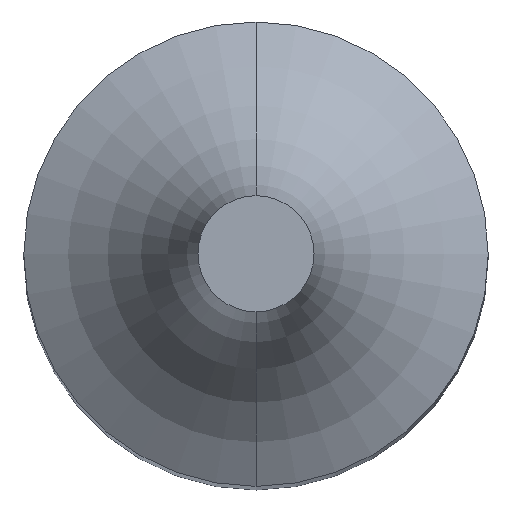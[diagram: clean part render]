
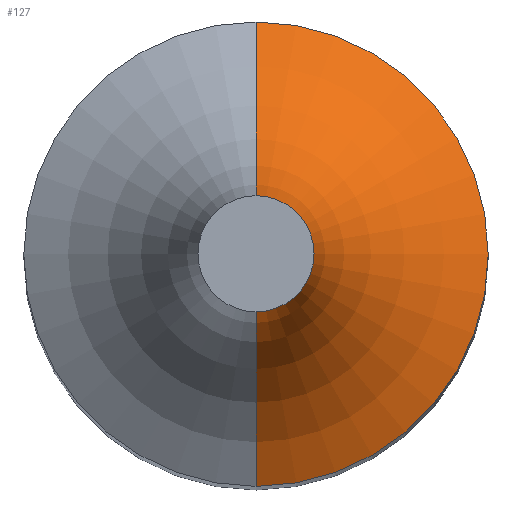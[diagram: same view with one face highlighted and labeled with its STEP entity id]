
A CAD part, top view. The second image highlights one B-rep face of the part: STEP entity #127.
In plain terms, the highlighted toroidal (fillet/blend) face has major radius 15.209 mm and minor radius 12.825 mm.
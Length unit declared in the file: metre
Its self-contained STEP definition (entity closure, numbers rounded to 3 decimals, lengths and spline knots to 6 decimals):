
#4 = DIRECTION ( 'NONE',  ( 1., 0., 0. ) ) ;
#21 = CIRCLE ( 'NONE', #137, 0.012825 ) ;
#22 = CARTESIAN_POINT ( 'NONE',  ( 0., 0.01, 0.09 ) ) ;
#23 = CARTESIAN_POINT ( 'NONE',  ( 0., -0.0025, 0.1 ) ) ;
#27 = DIRECTION ( 'NONE',  ( 0., 1., 0. ) ) ;
#36 = CARTESIAN_POINT ( 'NONE',  ( 0., 0., 0.101719 ) ) ;
#38 = EDGE_LOOP ( 'NONE', ( #147, #161, #51, #53 ) ) ;
#45 = CARTESIAN_POINT ( 'NONE',  ( 0., 0.015209, 0.101719 ) ) ;
#49 = EDGE_CURVE ( 'NONE', #116, #174, #185, .T. ) ;
#51 = ORIENTED_EDGE ( 'NONE', *, *, #107, .T. ) ;
#53 = ORIENTED_EDGE ( 'NONE', *, *, #86, .T. ) ;
#54 = CIRCLE ( 'NONE', #97, 0.012825 ) ;
#59 = DIRECTION ( 'NONE',  ( 0., 0., -1. ) ) ;
#64 = VERTEX_POINT ( 'NONE', #23 ) ;
#70 = AXIS2_PLACEMENT_3D ( 'NONE', #36, #59, #94 ) ;
#72 = CARTESIAN_POINT ( 'NONE',  ( 0., -0.01, 0.09 ) ) ;
#73 = DIRECTION ( 'NONE',  ( -1., 0., 0. ) ) ;
#78 = AXIS2_PLACEMENT_3D ( 'NONE', #179, #166, #108 ) ;
#86 = EDGE_CURVE ( 'NONE', #100, #64, #180, .T. ) ;
#94 = DIRECTION ( 'NONE',  ( 0., 1., 0. ) ) ;
#97 = AXIS2_PLACEMENT_3D ( 'NONE', #140, #4, #157 ) ;
#100 = VERTEX_POINT ( 'NONE', #178 ) ;
#105 = TOROIDAL_SURFACE ( 'NONE', #70, 0.015209, 0.012825 ) ;
#107 = EDGE_CURVE ( 'NONE', #116, #100, #21, .T. ) ;
#108 = DIRECTION ( 'NONE',  ( 0., 1., 0. ) ) ;
#116 = VERTEX_POINT ( 'NONE', #22 ) ;
#127 = ADVANCED_FACE ( 'NONE', ( #156 ), #105, .F. ) ;
#137 = AXIS2_PLACEMENT_3D ( 'NONE', #45, #73, #169 ) ;
#140 = CARTESIAN_POINT ( 'NONE',  ( 0., -0.015209, 0.101719 ) ) ;
#147 = ORIENTED_EDGE ( 'NONE', *, *, #188, .F. ) ;
#156 = FACE_OUTER_BOUND ( 'NONE', #38, .T. ) ;
#157 = DIRECTION ( 'NONE',  ( 0., 1., 0. ) ) ;
#159 = DIRECTION ( 'NONE',  ( 0., 0., -1. ) ) ;
#161 = ORIENTED_EDGE ( 'NONE', *, *, #49, .F. ) ;
#163 = CARTESIAN_POINT ( 'NONE',  ( 0., 0., 0.09 ) ) ;
#165 = AXIS2_PLACEMENT_3D ( 'NONE', #163, #159, #27 ) ;
#166 = DIRECTION ( 'NONE',  ( 0., 0., -1. ) ) ;
#169 = DIRECTION ( 'NONE',  ( 0., 0., 1. ) ) ;
#174 = VERTEX_POINT ( 'NONE', #72 ) ;
#178 = CARTESIAN_POINT ( 'NONE',  ( 0., 0.0025, 0.1 ) ) ;
#179 = CARTESIAN_POINT ( 'NONE',  ( 0., 0., 0.1 ) ) ;
#180 = CIRCLE ( 'NONE', #78, 0.0025 ) ;
#185 = CIRCLE ( 'NONE', #165, 0.01 ) ;
#188 = EDGE_CURVE ( 'NONE', #174, #64, #54, .T. ) ;
